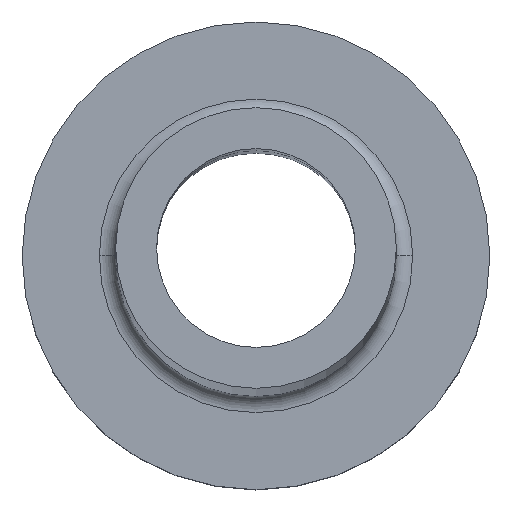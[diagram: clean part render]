
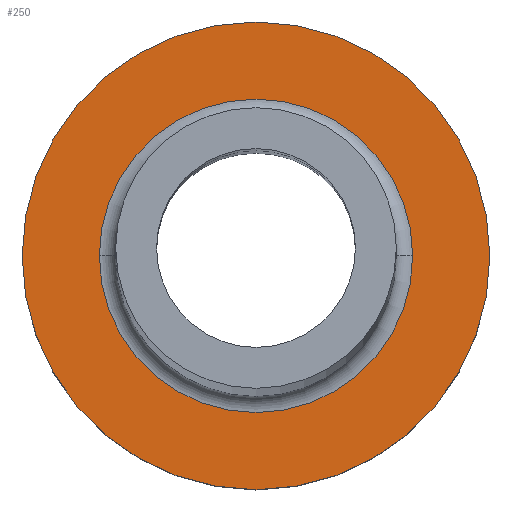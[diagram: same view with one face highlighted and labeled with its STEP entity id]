
A CAD part, top view. The second image highlights one B-rep face of the part: STEP entity #250.
In plain terms, the highlighted planar face has unit normal (0, 0, 1).
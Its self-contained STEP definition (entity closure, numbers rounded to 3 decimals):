
#10 = DIRECTION ( 'NONE',  ( 0., 0., 1. ) ) ;
#14 = CARTESIAN_POINT ( 'NONE',  ( -6.7, 0., 7. ) ) ;
#19 = EDGE_LOOP ( 'NONE', ( #204, #50 ) ) ;
#49 = CARTESIAN_POINT ( 'NONE',  ( 6.7, 0., 7. ) ) ;
#50 = ORIENTED_EDGE ( 'NONE', *, *, #355, .T. ) ;
#60 = DIRECTION ( 'NONE',  ( 0., 0., -1. ) ) ;
#67 = VERTEX_POINT ( 'NONE', #49 ) ;
#72 = EDGE_CURVE ( 'NONE', #353, #129, #226, .T. ) ;
#89 = DIRECTION ( 'NONE',  ( 0., 0., 1. ) ) ;
#91 = AXIS2_PLACEMENT_3D ( 'NONE', #371, #10, #187 ) ;
#111 = FACE_BOUND ( 'NONE', #236, .T. ) ;
#129 = VERTEX_POINT ( 'NONE', #251 ) ;
#139 = AXIS2_PLACEMENT_3D ( 'NONE', #196, #269, #381 ) ;
#150 = ORIENTED_EDGE ( 'NONE', *, *, #311, .T. ) ;
#161 = CARTESIAN_POINT ( 'NONE',  ( 0., 0., 7. ) ) ;
#187 = DIRECTION ( 'NONE',  ( 1., 0., 0. ) ) ;
#196 = CARTESIAN_POINT ( 'NONE',  ( 0., 0., 7. ) ) ;
#200 = CARTESIAN_POINT ( 'NONE',  ( 0., 0., 7. ) ) ;
#204 = ORIENTED_EDGE ( 'NONE', *, *, #72, .T. ) ;
#226 = CIRCLE ( 'NONE', #91, 10. ) ;
#233 = DIRECTION ( 'NONE',  ( 0., 0., -1. ) ) ;
#236 = EDGE_LOOP ( 'NONE', ( #339, #150 ) ) ;
#248 = FACE_OUTER_BOUND ( 'NONE', #19, .T. ) ;
#250 = ADVANCED_FACE ( 'NONE', ( #111, #248 ), #345, .T. ) ;
#251 = CARTESIAN_POINT ( 'NONE',  ( 10., 0., 7. ) ) ;
#263 = CARTESIAN_POINT ( 'NONE',  ( -10., 0., 7. ) ) ;
#269 = DIRECTION ( 'NONE',  ( 0., 0., 1. ) ) ;
#281 = EDGE_CURVE ( 'NONE', #67, #460, #336, .T. ) ;
#311 = EDGE_CURVE ( 'NONE', #460, #67, #459, .T. ) ;
#336 = CIRCLE ( 'NONE', #445, 6.7 ) ;
#339 = ORIENTED_EDGE ( 'NONE', *, *, #281, .T. ) ;
#340 = CARTESIAN_POINT ( 'NONE',  ( 0., 0., 7. ) ) ;
#345 = PLANE ( 'NONE',  #139 ) ;
#353 = VERTEX_POINT ( 'NONE', #263 ) ;
#355 = EDGE_CURVE ( 'NONE', #129, #353, #358, .T. ) ;
#358 = CIRCLE ( 'NONE', #430, 10. ) ;
#366 = AXIS2_PLACEMENT_3D ( 'NONE', #340, #233, #453 ) ;
#371 = CARTESIAN_POINT ( 'NONE',  ( 0., 0., 7. ) ) ;
#381 = DIRECTION ( 'NONE',  ( 1., 0., 0. ) ) ;
#410 = DIRECTION ( 'NONE',  ( 1., 0., 0. ) ) ;
#416 = DIRECTION ( 'NONE',  ( 1., 0., 0. ) ) ;
#430 = AXIS2_PLACEMENT_3D ( 'NONE', #161, #89, #416 ) ;
#445 = AXIS2_PLACEMENT_3D ( 'NONE', #200, #60, #410 ) ;
#453 = DIRECTION ( 'NONE',  ( 1., 0., 0. ) ) ;
#459 = CIRCLE ( 'NONE', #366, 6.7 ) ;
#460 = VERTEX_POINT ( 'NONE', #14 ) ;
